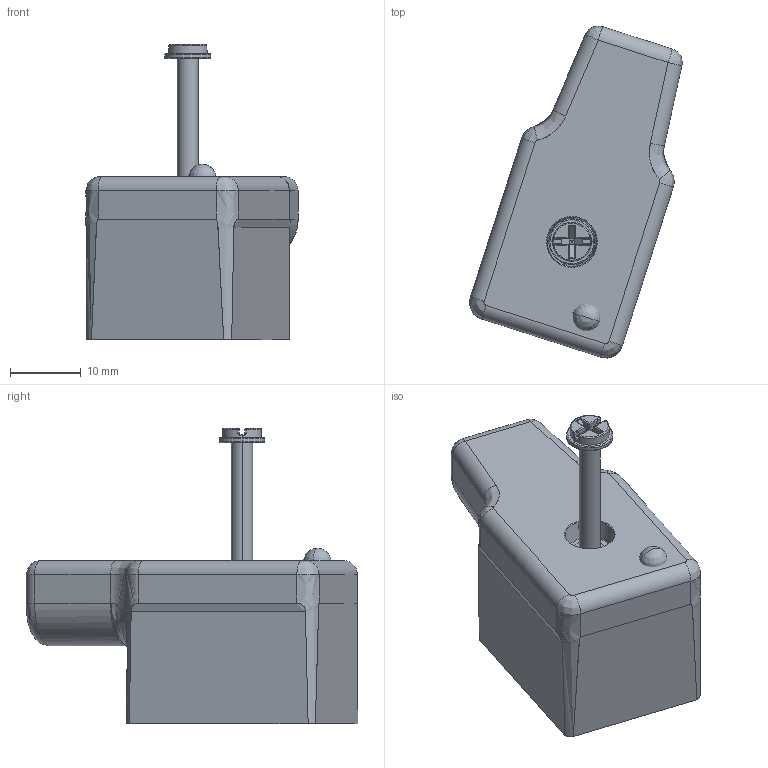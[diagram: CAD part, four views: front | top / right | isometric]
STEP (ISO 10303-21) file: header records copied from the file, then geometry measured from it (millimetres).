
FILE_DESCRIPTION(/* description */ (''),/* implementation_level */ '2;1');
FILE_NAME(/* name */ 'BB2GJK',/* time_stamp */ '2018-12-10T14:09:10+01:00',/* author */ (''),/* organization */ (''),/* preprocessor_version */ 'ST-DEVELOPER v15',/* originating_system */ '',/* authorisation */ '');
FILE_SCHEMA (('CONFIG_CONTROL_DESIGN'));
Length unit declared in the file: millimetre
Products named in the file (1): Document
Bounding box: 30 x 46.84 x 41.64 mm (x, y, z)
Volume: 4249.1 mm3; surface area: 11790.3 mm2
Topology: 12 solids, 13 shells, 1023 faces, 3321 edges, 2163 vertices
Faces by surface type: bspline 602, plane 421
Entity records: 36698 total; most frequent: CARTESIAN_POINT 18885, ORIENTED_EDGE 6022, EDGE_CURVE 3315, VERTEX_POINT 2163, B_SPLINE_CURVE_WITH_KNOTS 1742, EDGE_LOOP 1079, ADVANCED_FACE 1023, FACE_OUTER_BOUND 1023
